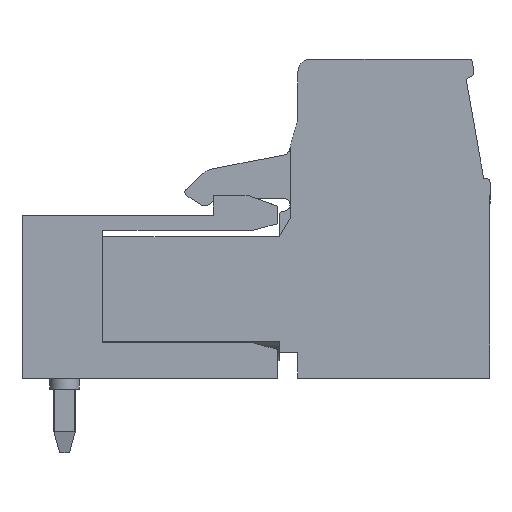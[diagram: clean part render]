
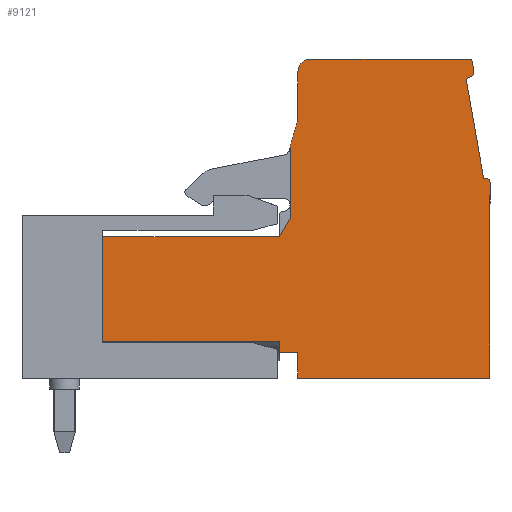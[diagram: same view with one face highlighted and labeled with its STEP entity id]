
A CAD part, left-side view. The second image highlights one B-rep face of the part: STEP entity #9121.
In plain terms, the highlighted face is planar.
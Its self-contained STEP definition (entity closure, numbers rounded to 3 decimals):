
#490=FACE_OUTER_BOUND('',#1034,.T.);
#1034=EDGE_LOOP('',(#6846,#6847,#6848,#6849,#6850,#6851,#6852,#6853,#6854,
#6855,#6856,#6857,#6858,#6859,#6860,#6861,#6862,#6863,#6864,#6865,#6866));
#1837=LINE('',#14142,#2834);
#1838=LINE('',#14144,#2835);
#1839=LINE('',#14146,#2836);
#1840=LINE('',#14150,#2837);
#1841=LINE('',#14152,#2838);
#1842=LINE('',#14154,#2839);
#1843=LINE('',#14156,#2840);
#1844=LINE('',#14159,#2841);
#1845=LINE('',#14161,#2842);
#1846=LINE('',#14163,#2843);
#1847=LINE('',#14165,#2844);
#1848=LINE('',#14167,#2845);
#1849=LINE('',#14169,#2846);
#1850=LINE('',#14171,#2847);
#1851=LINE('',#14173,#2848);
#1852=LINE('',#14175,#2849);
#1853=LINE('',#14177,#2850);
#1854=LINE('',#14178,#2851);
#2834=VECTOR('',#11563,1.);
#2835=VECTOR('',#11564,1.);
#2836=VECTOR('',#11565,1.);
#2837=VECTOR('',#11568,1.);
#2838=VECTOR('',#11569,1.);
#2839=VECTOR('',#11570,1.);
#2840=VECTOR('',#11571,1.);
#2841=VECTOR('',#11574,1.);
#2842=VECTOR('',#11575,1.);
#2843=VECTOR('',#11576,1.);
#2844=VECTOR('',#11577,1.);
#2845=VECTOR('',#11578,1.);
#2846=VECTOR('',#11579,1.);
#2847=VECTOR('',#11580,1.);
#2848=VECTOR('',#11581,1.);
#2849=VECTOR('',#11582,1.);
#2850=VECTOR('',#11583,1.);
#2851=VECTOR('',#11584,1.);
#3350=CIRCLE('',#9799,0.6);
#3351=CIRCLE('',#9802,0.2);
#3352=CIRCLE('',#9803,0.2);
#3890=VERTEX_POINT('',#14124);
#3892=VERTEX_POINT('',#14128);
#3896=VERTEX_POINT('',#14140);
#3897=VERTEX_POINT('',#14141);
#3898=VERTEX_POINT('',#14143);
#3899=VERTEX_POINT('',#14145);
#3900=VERTEX_POINT('',#14147);
#3901=VERTEX_POINT('',#14149);
#3902=VERTEX_POINT('',#14151);
#3903=VERTEX_POINT('',#14153);
#3904=VERTEX_POINT('',#14155);
#3905=VERTEX_POINT('',#14157);
#3906=VERTEX_POINT('',#14160);
#3907=VERTEX_POINT('',#14162);
#3908=VERTEX_POINT('',#14164);
#3909=VERTEX_POINT('',#14166);
#3910=VERTEX_POINT('',#14168);
#3911=VERTEX_POINT('',#14170);
#3912=VERTEX_POINT('',#14172);
#3913=VERTEX_POINT('',#14174);
#3914=VERTEX_POINT('',#14176);
#4935=EDGE_CURVE('',#3890,#3892,#3350,.T.);
#4940=EDGE_CURVE('',#3896,#3897,#1837,.T.);
#4941=EDGE_CURVE('',#3898,#3896,#1838,.T.);
#4942=EDGE_CURVE('',#3899,#3898,#1839,.T.);
#4943=EDGE_CURVE('',#3899,#3900,#3351,.T.);
#4944=EDGE_CURVE('',#3900,#3901,#1840,.T.);
#4945=EDGE_CURVE('',#3902,#3901,#1841,.T.);
#4946=EDGE_CURVE('',#3903,#3902,#1842,.T.);
#4947=EDGE_CURVE('',#3903,#3904,#1843,.T.);
#4948=EDGE_CURVE('',#3904,#3905,#3352,.T.);
#4949=EDGE_CURVE('',#3890,#3905,#1844,.T.);
#4950=EDGE_CURVE('',#3906,#3892,#1845,.T.);
#4951=EDGE_CURVE('',#3906,#3907,#1846,.T.);
#4952=EDGE_CURVE('',#3908,#3907,#1847,.T.);
#4953=EDGE_CURVE('',#3909,#3908,#1848,.T.);
#4954=EDGE_CURVE('',#3909,#3910,#1849,.T.);
#4955=EDGE_CURVE('',#3911,#3910,#1850,.T.);
#4956=EDGE_CURVE('',#3912,#3911,#1851,.T.);
#4957=EDGE_CURVE('',#3912,#3913,#1852,.T.);
#4958=EDGE_CURVE('',#3914,#3913,#1853,.T.);
#4959=EDGE_CURVE('',#3897,#3914,#1854,.T.);
#6846=ORIENTED_EDGE('',*,*,#4940,.F.);
#6847=ORIENTED_EDGE('',*,*,#4941,.F.);
#6848=ORIENTED_EDGE('',*,*,#4942,.F.);
#6849=ORIENTED_EDGE('',*,*,#4943,.T.);
#6850=ORIENTED_EDGE('',*,*,#4944,.T.);
#6851=ORIENTED_EDGE('',*,*,#4945,.F.);
#6852=ORIENTED_EDGE('',*,*,#4946,.F.);
#6853=ORIENTED_EDGE('',*,*,#4947,.T.);
#6854=ORIENTED_EDGE('',*,*,#4948,.T.);
#6855=ORIENTED_EDGE('',*,*,#4949,.F.);
#6856=ORIENTED_EDGE('',*,*,#4935,.T.);
#6857=ORIENTED_EDGE('',*,*,#4950,.F.);
#6858=ORIENTED_EDGE('',*,*,#4951,.T.);
#6859=ORIENTED_EDGE('',*,*,#4952,.F.);
#6860=ORIENTED_EDGE('',*,*,#4953,.F.);
#6861=ORIENTED_EDGE('',*,*,#4954,.T.);
#6862=ORIENTED_EDGE('',*,*,#4955,.F.);
#6863=ORIENTED_EDGE('',*,*,#4956,.F.);
#6864=ORIENTED_EDGE('',*,*,#4957,.T.);
#6865=ORIENTED_EDGE('',*,*,#4958,.F.);
#6866=ORIENTED_EDGE('',*,*,#4959,.F.);
#8295=PLANE('',#9801);
#9121=ADVANCED_FACE('',(#490),#8295,.T.);
#9799=AXIS2_PLACEMENT_3D('',#14130,#11553,#11554);
#9801=AXIS2_PLACEMENT_3D('',#14139,#11561,#11562);
#9802=AXIS2_PLACEMENT_3D('',#14148,#11566,#11567);
#9803=AXIS2_PLACEMENT_3D('',#14158,#11572,#11573);
#11553=DIRECTION('center_axis',(0.,0.,1.));
#11554=DIRECTION('ref_axis',(1.,0.,0.));
#11561=DIRECTION('center_axis',(0.,0.,1.));
#11562=DIRECTION('ref_axis',(1.,0.,0.));
#11563=DIRECTION('',(0.,1.,0.));
#11564=DIRECTION('',(-1.,0.,0.));
#11565=DIRECTION('',(0.,-1.,0.));
#11566=DIRECTION('center_axis',(0.,0.,1.));
#11567=DIRECTION('ref_axis',(1.,0.,0.));
#11568=DIRECTION('',(-1.,0.,0.));
#11569=DIRECTION('',(0.174,-0.985,0.));
#11570=DIRECTION('',(-0.866,-0.5,0.));
#11571=DIRECTION('',(-0.044,0.999,0.));
#11572=DIRECTION('center_axis',(0.,0.,1.));
#11573=DIRECTION('ref_axis',(1.,0.,0.));
#11574=DIRECTION('',(1.,0.,0.));
#11575=DIRECTION('',(0.,1.,0.));
#11576=DIRECTION('',(-0.287,-0.958,0.));
#11577=DIRECTION('',(-0.87,0.494,0.));
#11578=DIRECTION('',(0.,1.,0.));
#11579=DIRECTION('',(-0.5,-0.866,0.));
#11580=DIRECTION('',(1.,0.,0.));
#11581=DIRECTION('',(0.,1.,0.));
#11582=DIRECTION('',(1.,0.,0.));
#11583=DIRECTION('',(0.,1.,0.));
#11584=DIRECTION('',(-1.,0.,0.));
#14124=CARTESIAN_POINT('',(50.097,52.913,2.54));
#14128=CARTESIAN_POINT('',(49.497,52.313,2.54));
#14130=CARTESIAN_POINT('Origin',(50.097,52.313,2.54));
#14139=CARTESIAN_POINT('Origin',(0.,0.,2.54));
#14140=CARTESIAN_POINT('',(49.497,37.913,2.54));
#14141=CARTESIAN_POINT('',(49.497,39.113,2.54));
#14142=CARTESIAN_POINT('',(49.497,0.,2.54));
#14143=CARTESIAN_POINT('',(58.527,37.913,2.54));
#14144=CARTESIAN_POINT('',(0.,37.913,2.54));
#14145=CARTESIAN_POINT('',(58.527,47.113,2.54));
#14146=CARTESIAN_POINT('',(58.527,0.,2.54));
#14147=CARTESIAN_POINT('',(58.327,47.313,2.54));
#14148=CARTESIAN_POINT('Origin',(58.327,47.113,2.54));
#14149=CARTESIAN_POINT('',(58.227,47.313,2.54));
#14150=CARTESIAN_POINT('',(0.,47.313,2.54));
#14151=CARTESIAN_POINT('',(57.406,51.966,2.54));
#14152=CARTESIAN_POINT('',(66.569,0.,2.54));
#14153=CARTESIAN_POINT('',(57.747,52.163,2.54));
#14154=CARTESIAN_POINT('',(0.,18.823,2.54));
#14155=CARTESIAN_POINT('',(57.722,52.721,2.54));
#14156=CARTESIAN_POINT('',(60.024,0.,2.54));
#14157=CARTESIAN_POINT('',(57.522,52.913,2.54));
#14158=CARTESIAN_POINT('Origin',(57.522,52.713,2.54));
#14159=CARTESIAN_POINT('',(0.,52.913,2.54));
#14160=CARTESIAN_POINT('',(49.497,50.013,2.54));
#14161=CARTESIAN_POINT('',(49.497,0.,2.54));
#14162=CARTESIAN_POINT('',(49.127,48.775,2.54));
#14163=CARTESIAN_POINT('',(34.539,0.,2.54));
#14164=CARTESIAN_POINT('',(49.127,48.775,2.54));
#14165=CARTESIAN_POINT('',(0.,76.681,2.54));
#14166=CARTESIAN_POINT('',(49.127,45.424,2.54));
#14167=CARTESIAN_POINT('',(49.127,0.,2.54));
#14168=CARTESIAN_POINT('',(48.627,44.558,2.54));
#14169=CARTESIAN_POINT('',(22.901,0.,2.54));
#14170=CARTESIAN_POINT('',(40.327,44.558,2.54));
#14171=CARTESIAN_POINT('',(0.,44.558,2.54));
#14172=CARTESIAN_POINT('',(40.327,39.643,2.54));
#14173=CARTESIAN_POINT('',(40.327,0.,2.54));
#14174=CARTESIAN_POINT('',(48.627,39.643,2.54));
#14175=CARTESIAN_POINT('',(0.,39.643,2.54));
#14176=CARTESIAN_POINT('',(48.627,39.113,2.54));
#14177=CARTESIAN_POINT('',(48.627,0.,2.54));
#14178=CARTESIAN_POINT('',(0.,39.113,2.54));
